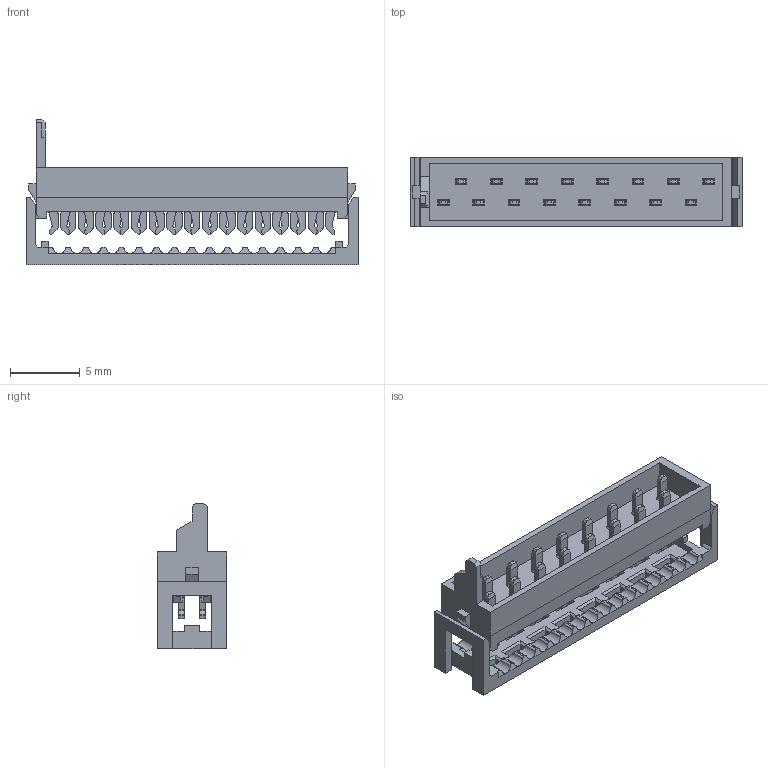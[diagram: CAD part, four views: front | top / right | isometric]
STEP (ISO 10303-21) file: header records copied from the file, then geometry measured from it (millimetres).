
FILE_DESCRIPTION(/* description */ (''),/* implementation_level */ '2;1');
FILE_NAME(/* name */ '699-1-16.stp',/* time_stamp */ '2017-12-18T08:49:33+01:00',/* author */ ('Andreas.Larin'),/* organization */ (''),/* preprocessor_version */ 'ST-DEVELOPER v15.6',/* originating_system */ 'Autodesk Inventor 2015',/* authorisation */ '');
FILE_SCHEMA (('AUTOMOTIVE_DESIGN { 1 0 10303 214 3 1 1 }'));
Length unit declared in the file: centimetre
Products named in the file (1): 699-1-16
Bounding box: 23.84 x 5 x 10.45 mm (x, y, z)
Volume: 317.8 mm3; surface area: 1103.3 mm2
Topology: 1 solids, 33 shells, 1684 faces, 4483 edges, 2885 vertices
Faces by surface type: plane 1154, cylinder 530
Entity records: 52639 total; most frequent: CARTESIAN_POINT 9725, DIRECTION 9041, ORIENTED_EDGE 8966, EDGE_CURVE 4483, LINE 3167, VECTOR 3167, AXIS2_PLACEMENT_3D 2937, VERTEX_POINT 2885
